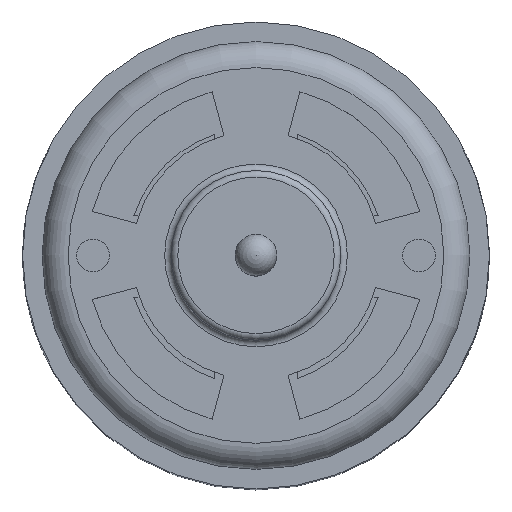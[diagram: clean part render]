
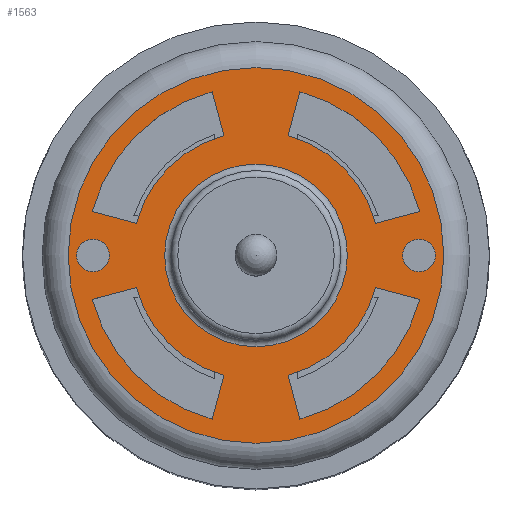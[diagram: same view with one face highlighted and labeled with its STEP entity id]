
A CAD part, top view. The second image highlights one B-rep face of the part: STEP entity #1563.
In plain terms, the highlighted planar face has unit normal (0, 0, 1).
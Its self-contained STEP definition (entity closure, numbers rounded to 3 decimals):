
#66=PLANE('',#1723);
#104=FACE_BOUND('',#457,.T.);
#105=FACE_BOUND('',#458,.T.);
#106=FACE_BOUND('',#459,.T.);
#107=FACE_BOUND('',#460,.T.);
#108=FACE_BOUND('',#461,.T.);
#109=FACE_BOUND('',#462,.T.);
#110=FACE_BOUND('',#463,.T.);
#166=CIRCLE('',#1676,13.);
#168=CIRCLE('',#1680,9.5);
#170=CIRCLE('',#1684,13.);
#172=CIRCLE('',#1688,9.5);
#174=CIRCLE('',#1692,13.);
#176=CIRCLE('',#1696,9.5);
#178=CIRCLE('',#1700,13.);
#180=CIRCLE('',#1704,9.5);
#182=CIRCLE('',#1707,1.25);
#184=CIRCLE('',#1710,1.25);
#190=CIRCLE('',#1722,7.);
#191=CIRCLE('',#1724,14.4);
#328=FACE_OUTER_BOUND('',#456,.T.);
#456=EDGE_LOOP('',(#1424));
#457=EDGE_LOOP('',(#1425,#1426,#1427,#1428));
#458=EDGE_LOOP('',(#1429,#1430,#1431,#1432));
#459=EDGE_LOOP('',(#1433,#1434,#1435,#1436));
#460=EDGE_LOOP('',(#1437,#1438,#1439,#1440));
#461=EDGE_LOOP('',(#1441));
#462=EDGE_LOOP('',(#1442));
#463=EDGE_LOOP('',(#1443));
#567=LINE('',#2844,#683);
#571=LINE('',#2856,#687);
#575=LINE('',#2868,#691);
#579=LINE('',#2880,#695);
#583=LINE('',#2892,#699);
#587=LINE('',#2904,#703);
#591=LINE('',#2916,#707);
#595=LINE('',#2928,#711);
#683=VECTOR('',#2026,3.5);
#687=VECTOR('',#2038,3.5);
#691=VECTOR('',#2050,3.5);
#695=VECTOR('',#2062,3.5);
#699=VECTOR('',#2074,3.5);
#703=VECTOR('',#2086,3.5);
#707=VECTOR('',#2098,3.5);
#711=VECTOR('',#2110,3.5);
#826=VERTEX_POINT('',#2841);
#827=VERTEX_POINT('',#2843);
#829=VERTEX_POINT('',#2849);
#831=VERTEX_POINT('',#2855);
#834=VERTEX_POINT('',#2865);
#835=VERTEX_POINT('',#2867);
#837=VERTEX_POINT('',#2873);
#839=VERTEX_POINT('',#2879);
#842=VERTEX_POINT('',#2889);
#843=VERTEX_POINT('',#2891);
#845=VERTEX_POINT('',#2897);
#847=VERTEX_POINT('',#2903);
#850=VERTEX_POINT('',#2913);
#851=VERTEX_POINT('',#2915);
#853=VERTEX_POINT('',#2921);
#855=VERTEX_POINT('',#2927);
#857=VERTEX_POINT('',#2936);
#859=VERTEX_POINT('',#2941);
#865=VERTEX_POINT('',#2959);
#866=VERTEX_POINT('',#2962);
#1011=EDGE_CURVE('',#827,#826,#567,.T.);
#1014=EDGE_CURVE('',#829,#827,#166,.T.);
#1017=EDGE_CURVE('',#831,#829,#571,.T.);
#1020=EDGE_CURVE('',#826,#831,#168,.T.);
#1023=EDGE_CURVE('',#835,#834,#575,.T.);
#1026=EDGE_CURVE('',#837,#835,#170,.T.);
#1029=EDGE_CURVE('',#839,#837,#579,.T.);
#1032=EDGE_CURVE('',#834,#839,#172,.T.);
#1035=EDGE_CURVE('',#843,#842,#583,.T.);
#1038=EDGE_CURVE('',#845,#843,#174,.T.);
#1041=EDGE_CURVE('',#847,#845,#587,.T.);
#1044=EDGE_CURVE('',#842,#847,#176,.T.);
#1047=EDGE_CURVE('',#851,#850,#591,.T.);
#1050=EDGE_CURVE('',#853,#851,#178,.T.);
#1053=EDGE_CURVE('',#855,#853,#595,.T.);
#1056=EDGE_CURVE('',#850,#855,#180,.T.);
#1058=EDGE_CURVE('',#857,#857,#182,.T.);
#1060=EDGE_CURVE('',#859,#859,#184,.T.);
#1066=EDGE_CURVE('',#865,#865,#190,.T.);
#1067=EDGE_CURVE('',#866,#866,#191,.T.);
#1424=ORIENTED_EDGE('',*,*,#1067,.F.);
#1425=ORIENTED_EDGE('',*,*,#1017,.T.);
#1426=ORIENTED_EDGE('',*,*,#1014,.T.);
#1427=ORIENTED_EDGE('',*,*,#1011,.T.);
#1428=ORIENTED_EDGE('',*,*,#1020,.T.);
#1429=ORIENTED_EDGE('',*,*,#1029,.T.);
#1430=ORIENTED_EDGE('',*,*,#1026,.T.);
#1431=ORIENTED_EDGE('',*,*,#1023,.T.);
#1432=ORIENTED_EDGE('',*,*,#1032,.T.);
#1433=ORIENTED_EDGE('',*,*,#1041,.T.);
#1434=ORIENTED_EDGE('',*,*,#1038,.T.);
#1435=ORIENTED_EDGE('',*,*,#1035,.T.);
#1436=ORIENTED_EDGE('',*,*,#1044,.T.);
#1437=ORIENTED_EDGE('',*,*,#1053,.T.);
#1438=ORIENTED_EDGE('',*,*,#1050,.T.);
#1439=ORIENTED_EDGE('',*,*,#1047,.T.);
#1440=ORIENTED_EDGE('',*,*,#1056,.T.);
#1441=ORIENTED_EDGE('',*,*,#1058,.T.);
#1442=ORIENTED_EDGE('',*,*,#1060,.T.);
#1443=ORIENTED_EDGE('',*,*,#1066,.F.);
#1563=ADVANCED_FACE('',(#328,#104,#105,#106,#107,#108,#109,#110),#66,.F.);
#1676=AXIS2_PLACEMENT_3D('',#2850,#2032,#2033);
#1680=AXIS2_PLACEMENT_3D('',#2860,#2044,#2045);
#1684=AXIS2_PLACEMENT_3D('',#2874,#2056,#2057);
#1688=AXIS2_PLACEMENT_3D('',#2884,#2068,#2069);
#1692=AXIS2_PLACEMENT_3D('',#2898,#2080,#2081);
#1696=AXIS2_PLACEMENT_3D('',#2908,#2092,#2093);
#1700=AXIS2_PLACEMENT_3D('',#2922,#2104,#2105);
#1704=AXIS2_PLACEMENT_3D('',#2932,#2116,#2117);
#1707=AXIS2_PLACEMENT_3D('',#2937,#2122,#2123);
#1710=AXIS2_PLACEMENT_3D('',#2942,#2128,#2129);
#1722=AXIS2_PLACEMENT_3D('',#2960,#2152,#2153);
#1723=AXIS2_PLACEMENT_3D('',#2961,#2154,#2155);
#1724=AXIS2_PLACEMENT_3D('',#2963,#2156,#2157);
#2026=DIRECTION('',(-0.259,0.966,0.));
#2032=DIRECTION('center_axis',(0.,0.,-1.));
#2033=DIRECTION('ref_axis',(-0.259,0.966,0.));
#2038=DIRECTION('',(0.966,-0.259,0.));
#2044=DIRECTION('center_axis',(0.,0.,1.));
#2045=DIRECTION('ref_axis',(0.259,-0.966,0.));
#2050=DIRECTION('',(0.966,0.259,0.));
#2056=DIRECTION('center_axis',(0.,0.,-1.));
#2057=DIRECTION('ref_axis',(0.966,0.259,0.));
#2062=DIRECTION('',(-0.259,-0.966,0.));
#2068=DIRECTION('center_axis',(0.,0.,1.));
#2069=DIRECTION('ref_axis',(-0.966,-0.259,0.));
#2074=DIRECTION('',(0.259,-0.966,0.));
#2080=DIRECTION('center_axis',(0.,0.,-1.));
#2081=DIRECTION('ref_axis',(0.259,-0.966,0.));
#2086=DIRECTION('',(-0.966,0.259,0.));
#2092=DIRECTION('center_axis',(0.,0.,1.));
#2093=DIRECTION('ref_axis',(-0.259,0.966,0.));
#2098=DIRECTION('',(-0.966,-0.259,0.));
#2104=DIRECTION('center_axis',(0.,0.,-1.));
#2105=DIRECTION('ref_axis',(-0.966,-0.259,0.));
#2110=DIRECTION('',(0.259,0.966,0.));
#2116=DIRECTION('center_axis',(0.,0.,1.));
#2117=DIRECTION('ref_axis',(0.966,0.259,0.));
#2122=DIRECTION('center_axis',(0.,0.,-1.));
#2123=DIRECTION('ref_axis',(-1.,0.,0.));
#2128=DIRECTION('center_axis',(0.,0.,-1.));
#2129=DIRECTION('ref_axis',(1.,0.,0.));
#2152=DIRECTION('center_axis',(0.,0.,1.));
#2153=DIRECTION('ref_axis',(-1.,0.,0.));
#2154=DIRECTION('center_axis',(0.,0.,-1.));
#2155=DIRECTION('ref_axis',(-1.,0.,0.));
#2156=DIRECTION('center_axis',(0.,0.,-1.));
#2157=DIRECTION('ref_axis',(-1.,0.,0.));
#2841=CARTESIAN_POINT('',(2.459,-9.176,25.));
#2843=CARTESIAN_POINT('',(3.365,-12.557,25.));
#2844=CARTESIAN_POINT('',(1.229,-4.588,25.));
#2849=CARTESIAN_POINT('',(12.557,-3.365,25.));
#2850=CARTESIAN_POINT('Origin',(0.,0.,25.));
#2855=CARTESIAN_POINT('',(9.176,-2.459,25.));
#2856=CARTESIAN_POINT('',(6.279,-1.682,25.));
#2860=CARTESIAN_POINT('Origin',(0.,0.,25.));
#2865=CARTESIAN_POINT('',(-9.176,-2.459,25.));
#2867=CARTESIAN_POINT('',(-12.557,-3.365,25.));
#2868=CARTESIAN_POINT('',(-4.588,-1.229,25.));
#2873=CARTESIAN_POINT('',(-3.365,-12.557,25.));
#2874=CARTESIAN_POINT('Origin',(0.,0.,25.));
#2879=CARTESIAN_POINT('',(-2.459,-9.176,25.));
#2880=CARTESIAN_POINT('',(-1.682,-6.279,25.));
#2884=CARTESIAN_POINT('Origin',(0.,0.,25.));
#2889=CARTESIAN_POINT('',(-2.459,9.176,25.));
#2891=CARTESIAN_POINT('',(-3.365,12.557,25.));
#2892=CARTESIAN_POINT('',(-1.229,4.588,25.));
#2897=CARTESIAN_POINT('',(-12.557,3.365,25.));
#2898=CARTESIAN_POINT('Origin',(0.,0.,25.));
#2903=CARTESIAN_POINT('',(-9.176,2.459,25.));
#2904=CARTESIAN_POINT('',(-6.279,1.682,25.));
#2908=CARTESIAN_POINT('Origin',(0.,0.,25.));
#2913=CARTESIAN_POINT('',(9.176,2.459,25.));
#2915=CARTESIAN_POINT('',(12.557,3.365,25.));
#2916=CARTESIAN_POINT('',(4.588,1.229,25.));
#2921=CARTESIAN_POINT('',(3.365,12.557,25.));
#2922=CARTESIAN_POINT('Origin',(0.,0.,25.));
#2927=CARTESIAN_POINT('',(2.459,9.176,25.));
#2928=CARTESIAN_POINT('',(1.682,6.279,25.));
#2932=CARTESIAN_POINT('Origin',(0.,0.,25.));
#2936=CARTESIAN_POINT('',(-13.75,0.,25.));
#2937=CARTESIAN_POINT('Origin',(-12.5,0.,25.));
#2941=CARTESIAN_POINT('',(13.75,0.,25.));
#2942=CARTESIAN_POINT('Origin',(12.5,0.,25.));
#2959=CARTESIAN_POINT('',(7.,0.,25.));
#2960=CARTESIAN_POINT('Origin',(0.,0.,25.));
#2961=CARTESIAN_POINT('Origin',(0.,0.,25.));
#2962=CARTESIAN_POINT('',(14.4,0.,25.));
#2963=CARTESIAN_POINT('Origin',(0.,0.,25.));
